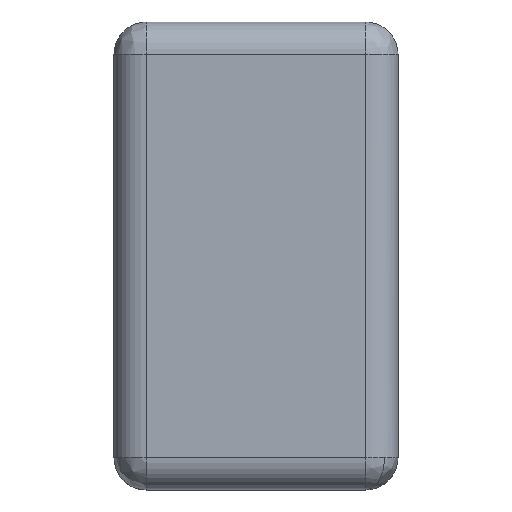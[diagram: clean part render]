
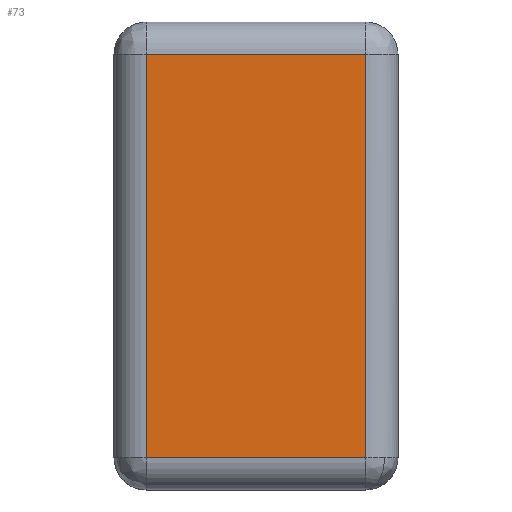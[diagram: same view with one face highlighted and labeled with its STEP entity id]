
A CAD part, left-side view. The second image highlights one B-rep face of the part: STEP entity #73.
In plain terms, the highlighted planar face has unit normal (-1, 0, 0).
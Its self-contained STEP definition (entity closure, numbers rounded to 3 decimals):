
#73 = ADVANCED_FACE ( 'NONE', ( #951 ), #525, .F. ) ;
#246 = LINE ( 'NONE', #3393, #249 ) ;
#249 = VECTOR ( 'NONE', #485, 1000. ) ;
#485 = DIRECTION ( 'NONE',  ( 0., 0., -1. ) ) ;
#525 = PLANE ( 'NONE',  #1068 ) ;
#529 = CARTESIAN_POINT ( 'NONE',  ( -97.908, 10.744, 44.181 ) ) ;
#590 = VERTEX_POINT ( 'NONE', #2046 ) ;
#951 = FACE_OUTER_BOUND ( 'NONE', #5534, .T. ) ;
#1056 = DIRECTION ( 'NONE',  ( 0., 0., 1. ) ) ;
#1068 = AXIS2_PLACEMENT_3D ( 'NONE', #4834, #1655, #4026 ) ;
#1085 = DIRECTION ( 'NONE',  ( 0., 1., 0. ) ) ;
#1169 = ORIENTED_EDGE ( 'NONE', *, *, #1533, .F. ) ;
#1200 = CARTESIAN_POINT ( 'NONE',  ( -97.908, 11.424, 42.931 ) ) ;
#1533 = EDGE_CURVE ( 'NONE', #4369, #590, #3420, .T. ) ;
#1557 = DIRECTION ( 'NONE',  ( 0., -1., 0. ) ) ;
#1639 = VECTOR ( 'NONE', #1557, 1000. ) ;
#1655 = DIRECTION ( 'NONE',  ( 1., 0., 0. ) ) ;
#2046 = CARTESIAN_POINT ( 'NONE',  ( -97.908, 11.424, 44.181 ) ) ;
#2582 = EDGE_CURVE ( 'NONE', #3407, #4369, #3331, .T. ) ;
#2634 = ORIENTED_EDGE ( 'NONE', *, *, #4449, .F. ) ;
#3073 = CARTESIAN_POINT ( 'NONE',  ( -97.908, 10.744, 42.931 ) ) ;
#3331 = LINE ( 'NONE', #5124, #4353 ) ;
#3335 = LINE ( 'NONE', #4256, #1639 ) ;
#3393 = CARTESIAN_POINT ( 'NONE',  ( -97.908, 10.744, 42.831 ) ) ;
#3407 = VERTEX_POINT ( 'NONE', #3073 ) ;
#3420 = LINE ( 'NONE', #4677, #3797 ) ;
#3797 = VECTOR ( 'NONE', #1056, 1000. ) ;
#4016 = VERTEX_POINT ( 'NONE', #529 ) ;
#4026 = DIRECTION ( 'NONE',  ( 0., 0., -1. ) ) ;
#4256 = CARTESIAN_POINT ( 'NONE',  ( -97.908, 10.644, 44.181 ) ) ;
#4325 = ORIENTED_EDGE ( 'NONE', *, *, #5113, .F. ) ;
#4353 = VECTOR ( 'NONE', #1085, 1000. ) ;
#4369 = VERTEX_POINT ( 'NONE', #1200 ) ;
#4449 = EDGE_CURVE ( 'NONE', #590, #4016, #3335, .T. ) ;
#4677 = CARTESIAN_POINT ( 'NONE',  ( -97.908, 11.424, 42.831 ) ) ;
#4834 = CARTESIAN_POINT ( 'NONE',  ( -97.908, 10.644, 42.831 ) ) ;
#4939 = ORIENTED_EDGE ( 'NONE', *, *, #2582, .F. ) ;
#5113 = EDGE_CURVE ( 'NONE', #4016, #3407, #246, .T. ) ;
#5124 = CARTESIAN_POINT ( 'NONE',  ( -97.908, 10.644, 42.931 ) ) ;
#5534 = EDGE_LOOP ( 'NONE', ( #2634, #1169, #4939, #4325 ) ) ;
